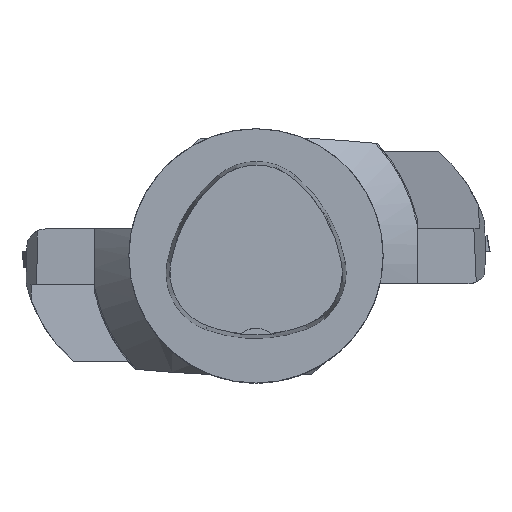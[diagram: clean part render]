
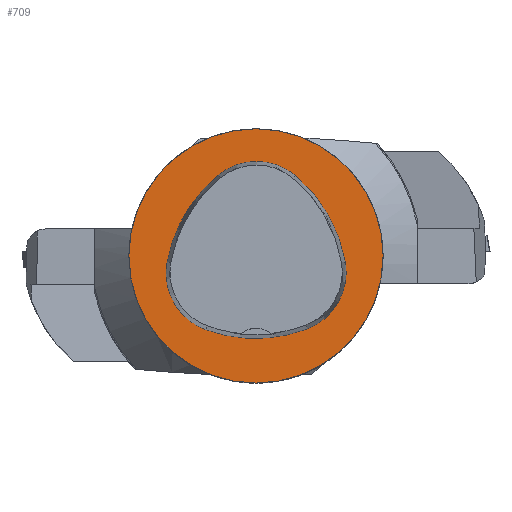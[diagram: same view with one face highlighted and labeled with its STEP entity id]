
A CAD part, top view. The second image highlights one B-rep face of the part: STEP entity #709.
In plain terms, the highlighted planar face has unit normal (0, 0, 1).
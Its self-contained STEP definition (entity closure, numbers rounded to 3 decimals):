
#312=FACE_BOUND('',#1231,.T.);
#313=FACE_BOUND('',#1232,.T.);
#553=CIRCLE('',#3941,31.5);
#558=CIRCLE('',#3955,36.);
#560=CIRCLE('',#3958,15.);
#562=CIRCLE('',#3961,36.);
#564=CIRCLE('',#3964,15.);
#568=CIRCLE('',#3969,36.);
#570=CIRCLE('',#3972,15.);
#709=ADVANCED_FACE('',(#312,#313),#858,.T.);
#858=PLANE('',#3977);
#1231=EDGE_LOOP('',(#1955,#1956,#1957,#1958,#1959,#1960));
#1232=EDGE_LOOP('',(#1961));
#1955=ORIENTED_EDGE('',*,*,#2930,.T.);
#1956=ORIENTED_EDGE('',*,*,#2910,.T.);
#1957=ORIENTED_EDGE('',*,*,#2914,.T.);
#1958=ORIENTED_EDGE('',*,*,#2917,.T.);
#1959=ORIENTED_EDGE('',*,*,#2920,.T.);
#1960=ORIENTED_EDGE('',*,*,#2928,.T.);
#1961=ORIENTED_EDGE('',*,*,#2889,.F.);
#2471=VERTEX_POINT('',#5985);
#2492=VERTEX_POINT('',#6038);
#2493=VERTEX_POINT('',#6039);
#2496=VERTEX_POINT('',#6047);
#2498=VERTEX_POINT('',#6053);
#2500=VERTEX_POINT('',#6059);
#2507=VERTEX_POINT('',#6080);
#2889=EDGE_CURVE('',#2471,#2471,#553,.T.);
#2910=EDGE_CURVE('',#2492,#2493,#558,.T.);
#2914=EDGE_CURVE('',#2493,#2496,#560,.T.);
#2917=EDGE_CURVE('',#2496,#2498,#562,.T.);
#2920=EDGE_CURVE('',#2498,#2500,#564,.T.);
#2928=EDGE_CURVE('',#2500,#2507,#568,.T.);
#2930=EDGE_CURVE('',#2507,#2492,#570,.T.);
#3941=AXIS2_PLACEMENT_3D('',#5984,#4636,#4637);
#3955=AXIS2_PLACEMENT_3D('',#6037,#4670,#4671);
#3958=AXIS2_PLACEMENT_3D('',#6046,#4678,#4679);
#3961=AXIS2_PLACEMENT_3D('',#6052,#4685,#4686);
#3964=AXIS2_PLACEMENT_3D('',#6058,#4692,#4693);
#3969=AXIS2_PLACEMENT_3D('',#6081,#4704,#4705);
#3972=AXIS2_PLACEMENT_3D('',#6084,#4710,#4711);
#3977=AXIS2_PLACEMENT_3D('',#6089,#4720,#4721);
#4636=DIRECTION('',(0.,0.,-1.));
#4637=DIRECTION('',(-1.,0.,0.));
#4670=DIRECTION('',(0.,0.,-1.));
#4671=DIRECTION('',(-1.,0.,0.));
#4678=DIRECTION('',(0.,0.,-1.));
#4679=DIRECTION('',(-1.,0.,0.));
#4685=DIRECTION('',(0.,0.,-1.));
#4686=DIRECTION('',(-1.,0.,0.));
#4692=DIRECTION('',(0.,0.,-1.));
#4693=DIRECTION('',(-1.,0.,0.));
#4704=DIRECTION('',(0.,0.,-1.));
#4705=DIRECTION('',(-1.,0.,0.));
#4710=DIRECTION('',(0.,0.,-1.));
#4711=DIRECTION('',(-1.,0.,0.));
#4720=DIRECTION('',(0.,0.,1.));
#4721=DIRECTION('',(1.,0.,0.));
#5984=CARTESIAN_POINT('',(0.,0.,0.));
#5985=CARTESIAN_POINT('',(-31.5,0.,0.));
#6037=CARTESIAN_POINT('',(13.398,-7.893,0.));
#6038=CARTESIAN_POINT('',(-22.041,-1.562,0.));
#6039=CARTESIAN_POINT('',(-9.317,20.036,0.));
#6046=CARTESIAN_POINT('',(0.148,8.399,0.));
#6047=CARTESIAN_POINT('',(9.779,19.898,0.));
#6052=CARTESIAN_POINT('',(-13.337,-7.7,0.));
#6053=CARTESIAN_POINT('',(22.122,-1.48,0.));
#6058=CARTESIAN_POINT('',(7.347,-4.071,0.));
#6059=CARTESIAN_POINT('',(12.693,-18.087,0.));
#6080=CARTESIAN_POINT('',(-12.373,-18.307,0.));
#6081=CARTESIAN_POINT('',(-0.137,15.55,0.));
#6084=CARTESIAN_POINT('',(-7.275,-4.2,0.));
#6089=CARTESIAN_POINT('',(0.,0.,0.));
